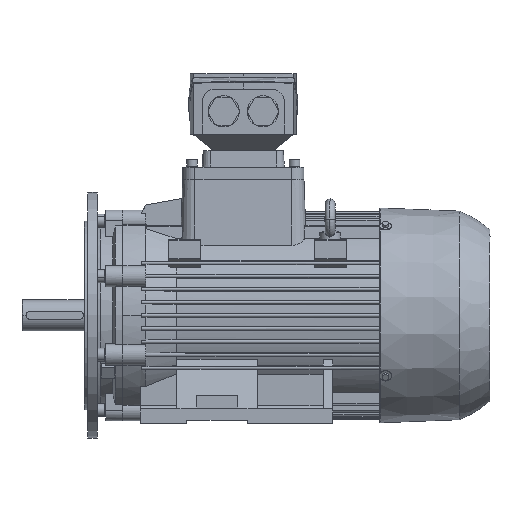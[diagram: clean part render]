
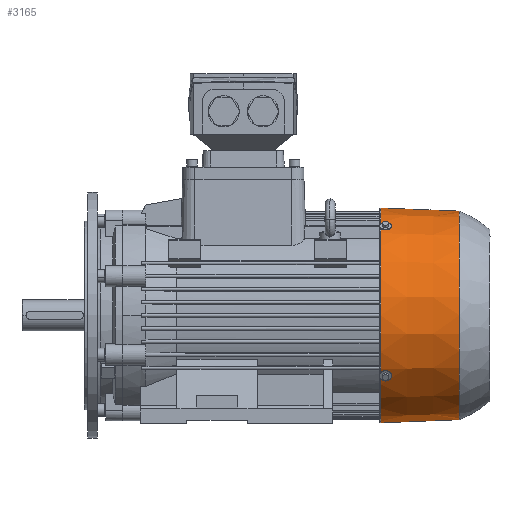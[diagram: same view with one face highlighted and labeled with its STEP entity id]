
A CAD part, front view. The second image highlights one B-rep face of the part: STEP entity #3165.
In plain terms, the highlighted conical face has half-angle 2.237 degrees and reference radius 129.125 mm.
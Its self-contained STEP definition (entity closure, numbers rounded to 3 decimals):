
#3165=ADVANCED_FACE('',(#7291),#7292,.T.);
#7291=FACE_OUTER_BOUND('',#12977,.T.);
#7292=CONICAL_SURFACE('',#12978,129.125,0.039);
#12977=EDGE_LOOP('',(#20599,#20600,#20601,#20602));
#12978=AXIS2_PLACEMENT_3D('',#20603,#20604,#20605);
#20599=ORIENTED_EDGE('',*,*,#35756,.F.);
#20600=ORIENTED_EDGE('',*,*,#35735,.T.);
#20601=ORIENTED_EDGE('',*,*,#35757,.F.);
#20602=ORIENTED_EDGE('',*,*,#35758,.F.);
#20603=CARTESIAN_POINT('',(362.495,0.0,0.0));
#20604=DIRECTION('',(-1.0,-0.0,0.0));
#20605=DIRECTION('',(0.0,0.0,1.0));
#35735=EDGE_CURVE('',#43002,#43006,#43008,.T.);
#35756=EDGE_CURVE('',#43002,#43035,#43041,.T.);
#35757=EDGE_CURVE('',#43032,#43006,#43042,.T.);
#35758=EDGE_CURVE('',#43035,#43032,#43043,.T.);
#43002=VERTEX_POINT('',#54229);
#43006=VERTEX_POINT('',#54234);
#43008=CIRCLE('',#54237,131.0);
#43032=VERTEX_POINT('',#54265);
#43035=VERTEX_POINT('',#54268);
#43041=LINE('',#54274,#54275);
#43042=LINE('',#54276,#54277);
#43043=CIRCLE('',#54278,127.25);
#54229=CARTESIAN_POINT('',(314.49,0.0,131.0));
#54234=CARTESIAN_POINT('',(314.49,0.,-131.0));
#54237=AXIS2_PLACEMENT_3D('',#71620,#71621,#71622);
#54265=CARTESIAN_POINT('',(410.5,0.,-127.25));
#54268=CARTESIAN_POINT('',(410.5,0.0,127.25));
#54274=CARTESIAN_POINT('',(362.495,0.,129.125));
#54275=VECTOR('',#71660,1.0);
#54276=CARTESIAN_POINT('',(362.495,0.,-129.125));
#54277=VECTOR('',#71661,1.0);
#54278=AXIS2_PLACEMENT_3D('',#71662,#71663,#71664);
#71620=CARTESIAN_POINT('',(314.49,0.0,0.0));
#71621=DIRECTION('',(1.0,0.0,-0.0));
#71622=DIRECTION('',(0.0,0.0,1.0));
#71660=DIRECTION('',(0.999,0.,-0.039));
#71661=DIRECTION('',(-0.999,0.,-0.039));
#71662=CARTESIAN_POINT('',(410.5,0.0,0.0));
#71663=DIRECTION('',(1.0,0.0,-0.0));
#71664=DIRECTION('',(0.0,0.0,1.0));
